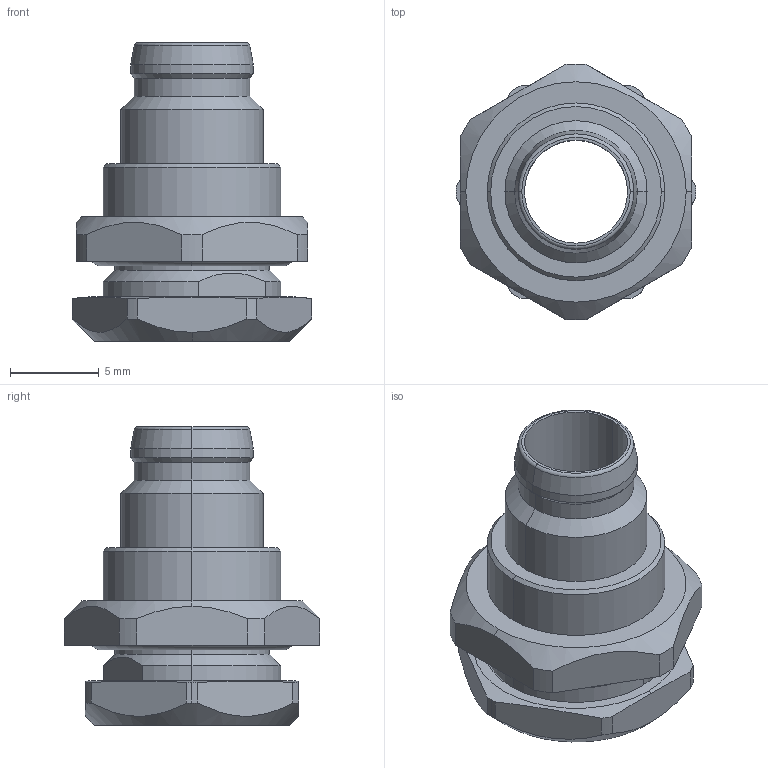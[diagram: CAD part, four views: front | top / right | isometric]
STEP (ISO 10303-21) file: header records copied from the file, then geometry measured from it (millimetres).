
FILE_DESCRIPTION(('CATIA V5 STEP Exchange','CAx-IF Rec.Pracs.--- Model Styling and Organization---1.4--- 2014-01-23'),'2;1');
FILE_NAME ('030383-3_0_2424520000_2424520000.stp','2020-07-03T15:36:28+00:00',('none'),('Weidmueller'),'CATIA Version 5-6 Release 2016 SP3 HF44','CATIA V5 STEP AP214','none');
FILE_SCHEMA(('AUTOMOTIVE_DESIGN { 1 0 10303 214 1 1 1 1 }'));
Length unit declared in the file: millimetre
Products named in the file (1): 2424520000
Bounding box: 13.5 x 14.39 x 16.8 mm (x, y, z)
Volume: 811.8 mm3; surface area: 1553.7 mm2
Topology: 4 solids, 4 shells, 107 faces, 246 edges, 150 vertices
Faces by surface type: cylinder 42, cone 26, plane 25, torus 14
Entity records: 2930 total; most frequent: CARTESIAN_POINT 695, ORIENTED_EDGE 492, DIRECTION 357, EDGE_CURVE 246, AXIS2_PLACEMENT_3D 200, VERTEX_POINT 150, CIRCLE 127, EDGE_LOOP 118
